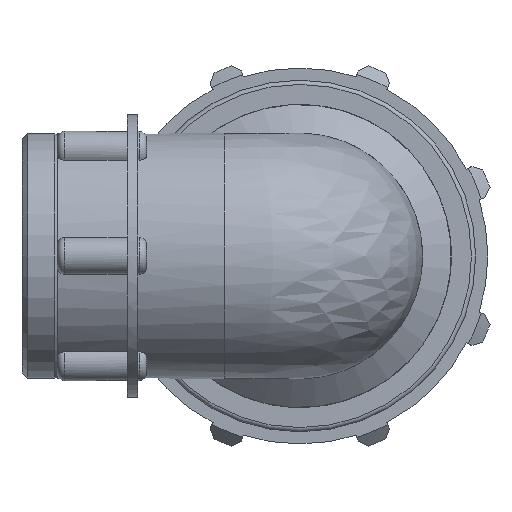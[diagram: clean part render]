
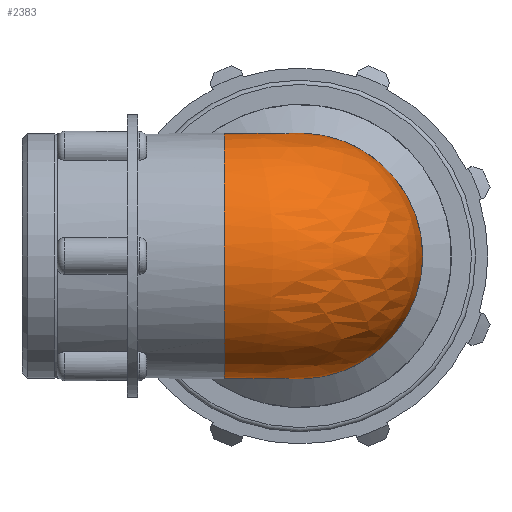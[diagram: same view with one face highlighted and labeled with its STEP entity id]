
A CAD part, left-side view. The second image highlights one B-rep face of the part: STEP entity #2383.
In plain terms, the highlighted free-form (B-spline) face has degree [2, 2] with [7, 3] control points.
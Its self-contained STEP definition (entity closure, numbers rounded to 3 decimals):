
#63=(
BOUNDED_SURFACE()
B_SPLINE_SURFACE(2,2,((#4152,#4153,#4154),(#4155,#4156,#4157),(#4158,#4159,
#4160),(#4161,#4162,#4163),(#4164,#4165,#4166),(#4167,#4168,#4169),(#4170,
#4171,#4172)),.UNSPECIFIED.,.F.,.F.,.F.)
B_SPLINE_SURFACE_WITH_KNOTS((3,2,2,3),(3,3),(-2.234,-0.745,
0.745,2.234),(-3.142,-1.571),
 .UNSPECIFIED.)
GEOMETRIC_REPRESENTATION_ITEM()
RATIONAL_B_SPLINE_SURFACE(((1.,0.707,1.),(0.735,
0.52,0.735),(1.,0.707,1.),(0.735,
0.52,0.735),(1.,0.707,1.),(0.735,
0.52,0.735),(1.,0.707,1.)))
REPRESENTATION_ITEM('')
SURFACE()
);
#494=FACE_OUTER_BOUND('',#634,.T.);
#634=EDGE_LOOP('',(#1756,#1757));
#819=CIRCLE('',#2584,29.149);
#834=CIRCLE('',#2609,29.149);
#1019=VERTEX_POINT('',#3993);
#1020=VERTEX_POINT('',#3995);
#1282=EDGE_CURVE('',#1020,#1019,#819,.T.);
#1300=EDGE_CURVE('',#1020,#1019,#834,.T.);
#1756=ORIENTED_EDGE('',*,*,#1282,.T.);
#1757=ORIENTED_EDGE('',*,*,#1300,.F.);
#2383=ADVANCED_FACE('',(#494),#63,.F.);
#2584=AXIS2_PLACEMENT_3D('',#3996,#3013,#3014);
#2609=AXIS2_PLACEMENT_3D('',#4039,#3063,#3064);
#3013=DIRECTION('center_axis',(0.,-1.,0.));
#3014=DIRECTION('ref_axis',(-1.,0.,0.));
#3063=DIRECTION('center_axis',(1.,0.,0.));
#3064=DIRECTION('ref_axis',(0.,-1.,0.));
#3993=CARTESIAN_POINT('',(17.938,17.938,-22.976));
#3995=CARTESIAN_POINT('',(17.938,17.938,22.976));
#3996=CARTESIAN_POINT('Origin',(0.,17.938,0.));
#4039=CARTESIAN_POINT('Origin',(17.938,0.,0.));
#4152=CARTESIAN_POINT('Ctrl Pts',(17.938,17.938,-22.976));
#4153=CARTESIAN_POINT('Ctrl Pts',(17.938,17.938,-22.976));
#4154=CARTESIAN_POINT('Ctrl Pts',(17.938,17.938,-22.976));
#4155=CARTESIAN_POINT('Ctrl Pts',(-3.234,17.938,-39.506));
#4156=CARTESIAN_POINT('Ctrl Pts',(-3.234,-3.234,-39.506));
#4157=CARTESIAN_POINT('Ctrl Pts',(17.938,-3.234,-39.506));
#4158=CARTESIAN_POINT('Ctrl Pts',(-21.436,17.938,-19.753));
#4159=CARTESIAN_POINT('Ctrl Pts',(-21.436,-21.436,-19.753));
#4160=CARTESIAN_POINT('Ctrl Pts',(17.938,-21.436,-19.753));
#4161=CARTESIAN_POINT('Ctrl Pts',(-39.638,17.938,0.));
#4162=CARTESIAN_POINT('Ctrl Pts',(-39.638,-39.638,0.));
#4163=CARTESIAN_POINT('Ctrl Pts',(17.938,-39.638,0.));
#4164=CARTESIAN_POINT('Ctrl Pts',(-21.436,17.938,19.753));
#4165=CARTESIAN_POINT('Ctrl Pts',(-21.436,-21.436,19.753));
#4166=CARTESIAN_POINT('Ctrl Pts',(17.938,-21.436,19.753));
#4167=CARTESIAN_POINT('Ctrl Pts',(-3.234,17.938,39.506));
#4168=CARTESIAN_POINT('Ctrl Pts',(-3.234,-3.234,39.506));
#4169=CARTESIAN_POINT('Ctrl Pts',(17.938,-3.234,39.506));
#4170=CARTESIAN_POINT('Ctrl Pts',(17.938,17.938,22.976));
#4171=CARTESIAN_POINT('Ctrl Pts',(17.938,17.938,22.976));
#4172=CARTESIAN_POINT('Ctrl Pts',(17.938,17.938,22.976));
